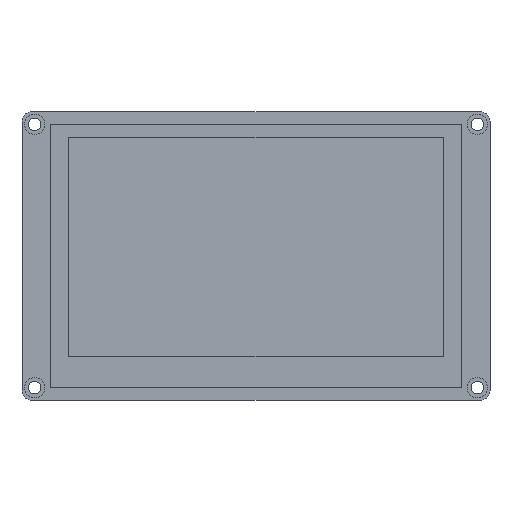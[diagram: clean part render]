
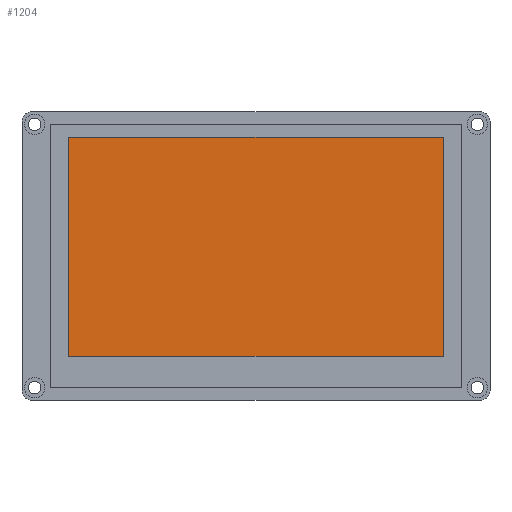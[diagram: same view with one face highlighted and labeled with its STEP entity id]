
A CAD part, top view. The second image highlights one B-rep face of the part: STEP entity #1204.
In plain terms, the highlighted planar face has unit normal (0, 0, 1).
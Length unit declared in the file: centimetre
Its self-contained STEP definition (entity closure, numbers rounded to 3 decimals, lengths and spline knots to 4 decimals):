
#106=PLANE('',#1324);
#181=FACE_OUTER_BOUND('',#287,.T.);
#287=EDGE_LOOP('',(#1041,#1042,#1043,#1044));
#375=LINE('',#1912,#491);
#378=LINE('',#1918,#494);
#381=LINE('',#1924,#497);
#384=LINE('',#1928,#500);
#491=VECTOR('',#1582,1.);
#494=VECTOR('',#1587,1.);
#497=VECTOR('',#1592,1.);
#500=VECTOR('',#1597,1.);
#649=VERTEX_POINT('',#1909);
#650=VERTEX_POINT('',#1911);
#652=VERTEX_POINT('',#1917);
#654=VERTEX_POINT('',#1923);
#781=EDGE_CURVE('',#650,#649,#375,.T.);
#784=EDGE_CURVE('',#652,#650,#378,.T.);
#787=EDGE_CURVE('',#654,#652,#381,.T.);
#790=EDGE_CURVE('',#649,#654,#384,.T.);
#1041=ORIENTED_EDGE('',*,*,#790,.T.);
#1042=ORIENTED_EDGE('',*,*,#787,.T.);
#1043=ORIENTED_EDGE('',*,*,#784,.T.);
#1044=ORIENTED_EDGE('',*,*,#781,.T.);
#1204=ADVANCED_FACE('',(#181),#106,.T.);
#1324=AXIS2_PLACEMENT_3D('',#1929,#1598,#1599);
#1582=DIRECTION('',(1.,0.,0.));
#1587=DIRECTION('',(0.,-1.,0.));
#1592=DIRECTION('',(-1.,0.,0.));
#1597=DIRECTION('',(0.,1.,0.));
#1598=DIRECTION('center_axis',(0.,0.,1.));
#1599=DIRECTION('ref_axis',(1.,0.,0.));
#1909=CARTESIAN_POINT('',(4.798,-2.572,0.61));
#1911=CARTESIAN_POINT('',(-4.798,-2.572,0.61));
#1912=CARTESIAN_POINT('',(4.798,-2.572,0.61));
#1917=CARTESIAN_POINT('',(-4.798,3.047,0.61));
#1918=CARTESIAN_POINT('',(-4.798,-2.572,0.61));
#1923=CARTESIAN_POINT('',(4.798,3.047,0.61));
#1924=CARTESIAN_POINT('',(-4.798,3.047,0.61));
#1928=CARTESIAN_POINT('',(4.798,3.047,0.61));
#1929=CARTESIAN_POINT('Origin',(0.,0.2375,0.61));
